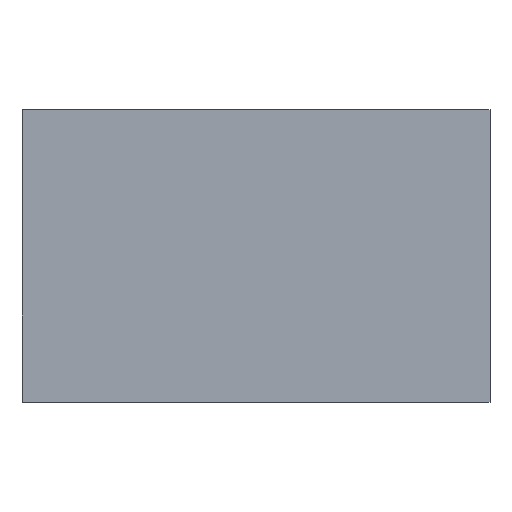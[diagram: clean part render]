
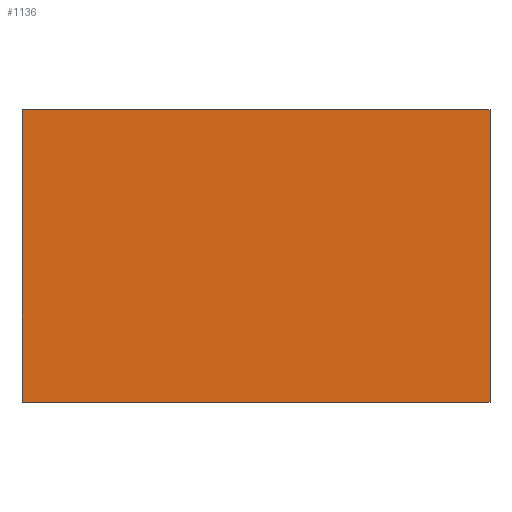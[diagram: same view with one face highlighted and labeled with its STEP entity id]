
A CAD part, top view. The second image highlights one B-rep face of the part: STEP entity #1136.
In plain terms, the highlighted planar face has unit normal (0, 0, 1).
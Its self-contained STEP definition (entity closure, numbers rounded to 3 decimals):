
#124=FACE_OUTER_BOUND('',#187,.T.);
#187=EDGE_LOOP('',(#1027,#1028,#1029,#1030));
#313=LINE('',#1960,#444);
#315=LINE('',#1964,#446);
#317=LINE('',#1968,#448);
#319=LINE('',#1971,#450);
#444=VECTOR('',#1409,10.);
#446=VECTOR('',#1413,10.);
#448=VECTOR('',#1417,10.);
#450=VECTOR('',#1421,10.);
#553=VERTEX_POINT('',#1957);
#554=VERTEX_POINT('',#1959);
#555=VERTEX_POINT('',#1963);
#556=VERTEX_POINT('',#1967);
#709=EDGE_CURVE('',#553,#554,#313,.T.);
#711=EDGE_CURVE('',#554,#555,#315,.T.);
#713=EDGE_CURVE('',#555,#556,#317,.T.);
#715=EDGE_CURVE('',#556,#553,#319,.T.);
#1027=ORIENTED_EDGE('',*,*,#709,.F.);
#1028=ORIENTED_EDGE('',*,*,#715,.F.);
#1029=ORIENTED_EDGE('',*,*,#713,.F.);
#1030=ORIENTED_EDGE('',*,*,#711,.F.);
#1077=PLANE('',#1201);
#1136=ADVANCED_FACE('',(#124),#1077,.T.);
#1201=AXIS2_PLACEMENT_3D('',#1972,#1422,#1423);
#1409=DIRECTION('',(0.,-1.,0.));
#1413=DIRECTION('',(-1.,0.,0.));
#1417=DIRECTION('',(0.,1.,0.));
#1421=DIRECTION('',(1.,0.,0.));
#1422=DIRECTION('center_axis',(0.,0.,1.));
#1423=DIRECTION('ref_axis',(1.,0.,0.));
#1957=CARTESIAN_POINT('',(1.,0.625,0.5));
#1959=CARTESIAN_POINT('',(1.,-0.625,0.5));
#1960=CARTESIAN_POINT('',(1.,0.625,0.5));
#1963=CARTESIAN_POINT('',(-1.,-0.625,0.5));
#1964=CARTESIAN_POINT('',(1.,-0.625,0.5));
#1967=CARTESIAN_POINT('',(-1.,0.625,0.5));
#1968=CARTESIAN_POINT('',(-1.,-0.625,0.5));
#1971=CARTESIAN_POINT('',(-1.,0.625,0.5));
#1972=CARTESIAN_POINT('Origin',(0.,0.,0.5));
